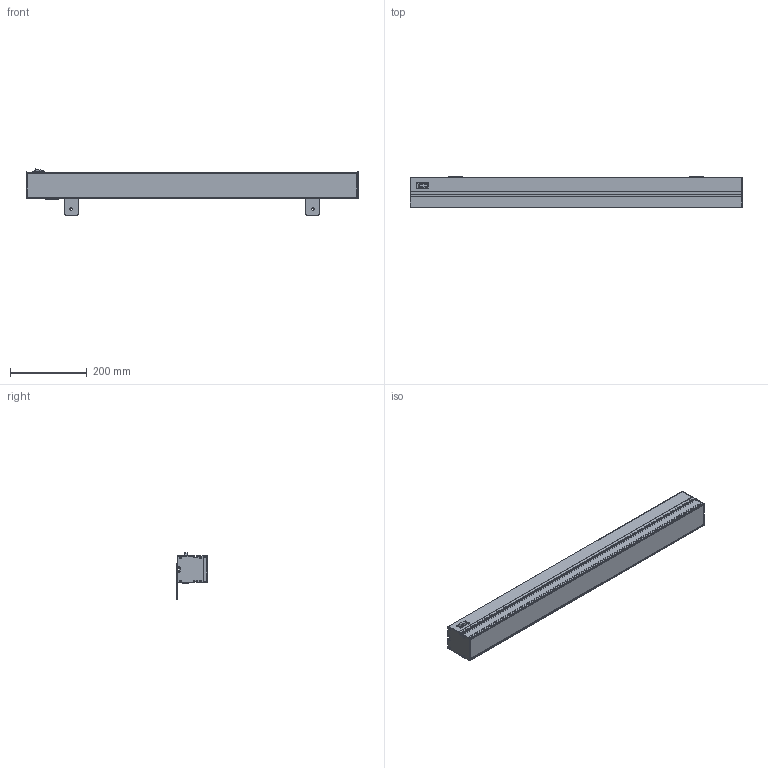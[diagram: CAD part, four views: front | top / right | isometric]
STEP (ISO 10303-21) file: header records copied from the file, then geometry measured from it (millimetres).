
FILE_DESCRIPTION(/* description */ ('KriTec LED Arbeitsplatzleuchte 900 BASIC'),/* implementation_level */ '2;1');
FILE_NAME(/* name */ '22090 KriTec LED Arbeitsplatzleuchte 900 BASIC.stp',/* time_stamp */ '2019-09-19T16:03:50+02:00',/* author */ ('Nell'),/* organization */ (''),/* preprocessor_version */ 'ST-DEVELOPER v17',/* originating_system */ 'Autodesk Inventor 2018',/* authorisation */ '');
FILE_SCHEMA (('AUTOMOTIVE_DESIGN { 1 0 10303 214 3 1 1 }'));
Length unit declared in the file: millimetre
Products named in the file (16): 22090; Bauteil126; Bauteil127; Bauteil_199010; Bauteil_13210; Bauteil_13210_1; Bauteil_13210_2; Bauteil132; Bauteil_13210_3; Bauteil_13210_4; Bauteil_13210_5; Bauteil_13210_6; Bauteil137; Bauteil_13210_7; Bauteil139; Befestigungslasche LED BASIC
Assembly tree (16 placements, depth 2):
  22090
    Bauteil126
    Bauteil127
    Bauteil_199010
    Bauteil_13210
    Bauteil_13210_1
    Bauteil_13210_2
    Bauteil132
    Bauteil_13210_3
    Bauteil_13210_4
    Bauteil_13210_5
    Bauteil_13210_6
    Bauteil137
    Bauteil_13210_7
    Bauteil139
    Befestigungslasche LED BASIC  x2
Bounding box: 867.5 x 82.7 x 120.35 mm (x, y, z)
Volume: 4142696.8 mm3; surface area: 569516.5 mm2
Topology: 16 solids, 16 shells, 547 faces, 1569 edges, 1050 vertices
Faces by surface type: plane 260, cylinder 196, cone 48, torus 32, sphere 11
Full cylindrical faces by diameter (mm): 2 x3, 2.5 x4, 3.2 x8, 5.5 x8, 6.4 x4, 7.6 x3
Entity records: 18616 total; most frequent: CARTESIAN_POINT 3697, DIRECTION 3096, ORIENTED_EDGE 3052, EDGE_CURVE 1526, AXIS2_PLACEMENT_3D 1131, VERTEX_POINT 1028, LINE 834, VECTOR 834
